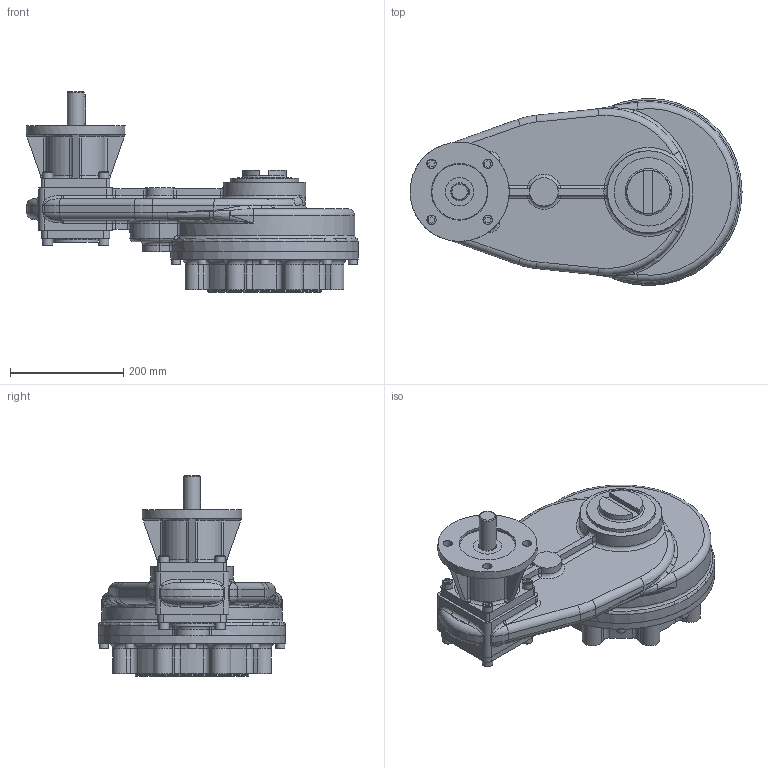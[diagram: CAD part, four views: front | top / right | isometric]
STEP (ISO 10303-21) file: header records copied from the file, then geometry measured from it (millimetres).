
FILE_DESCRIPTION( ( 'Unknown' ), '1' );
FILE_NAME( 'PUBIS9-F14-F25_simplified.stp', 'Unknown', ( 'Unknown' ), ( 'Unknown' ), 'PSStep 15.0.49', 'Unknown', ' ' );
FILE_SCHEMA( ( 'AUTOMOTIVE_DESIGN { 1 0 10303 214 1 1 1 1 }' ) );
Length unit declared in the file: millimetre
Products named in the file (26): 1; 2; 3; 4; 5; 6; 7; 8; 9; 10; 11; 12; 13; 14; 15; 16; 17; 18; 19; 20; 21; 22; 23; 24; 25; 26
Bounding box: 585.55 x 330 x 354.07 mm (x, y, z)
Surface area: 687969 mm2 (no closed solid volume)
Topology: 0 solids, 624 shells, 624 faces, 2877 edges, 2747 vertices
Faces by surface type: plane 234, cylinder 196, torus 64, sphere 50, bspline 48, cone 32
Full cylindrical faces by diameter (mm): 13.835 x8, 16 x8, 16.5 x4, 18 x8, 30 x1, 50 x1, 80 x1, 100 x1, 110 x1, 120.65 x1, 145 x1, 175 x1, 200 x1, 220 x1, 330 x1
Entity records: 44872 total; most frequent: CARTESIAN_POINT 18278, DIRECTION 4739, VERTEX_POINT 2711, ORIENTED_EDGE 2703, EDGE_CURVE 2703, AXIS2_PLACEMENT_3D 1732, LINE 1275, VECTOR 1275
